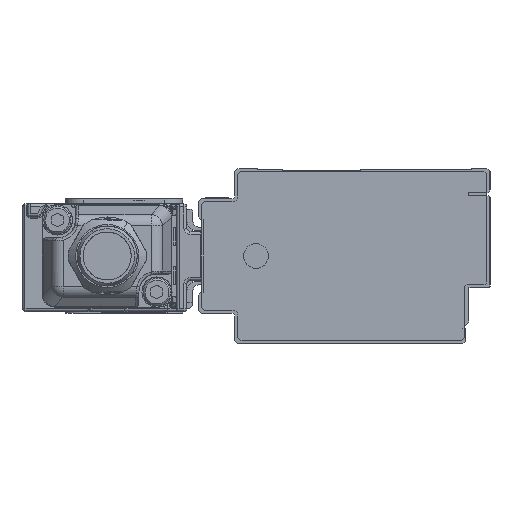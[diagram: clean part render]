
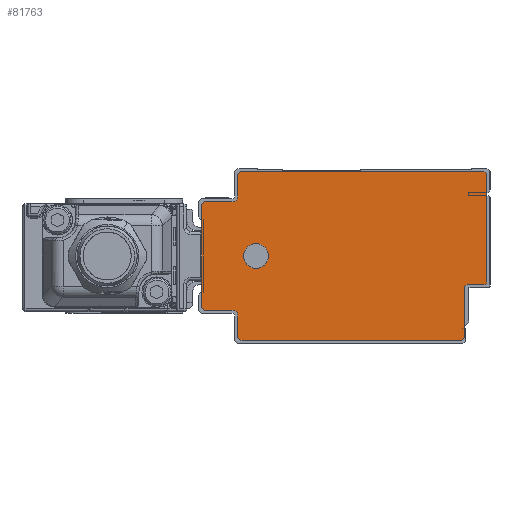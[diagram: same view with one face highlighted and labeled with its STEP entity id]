
A CAD part, left-side view. The second image highlights one B-rep face of the part: STEP entity #81763.
In plain terms, the highlighted planar face has unit normal (-1, 0, 0).
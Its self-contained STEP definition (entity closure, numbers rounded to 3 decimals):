
#80187=AXIS2_PLACEMENT_3D('Circle Axis2P3D',#80185,#80186,$) ;
#80225=AXIS2_PLACEMENT_3D('Circle Axis2P3D',#80223,#80224,$) ;
#80263=AXIS2_PLACEMENT_3D('Circle Axis2P3D',#80261,#80262,$) ;
#80301=AXIS2_PLACEMENT_3D('Circle Axis2P3D',#80299,#80300,$) ;
#81646=AXIS2_PLACEMENT_3D('Plane Axis2P3D',#81643,#81644,#81645) ;
#81650=AXIS2_PLACEMENT_3D('Circle Axis2P3D',#81648,#81649,$) ;
#81664=AXIS2_PLACEMENT_3D('Circle Axis2P3D',#81662,#81663,$) ;
#81678=AXIS2_PLACEMENT_3D('Circle Axis2P3D',#81676,#81677,$) ;
#81692=AXIS2_PLACEMENT_3D('Circle Axis2P3D',#81690,#81691,$) ;
#81706=AXIS2_PLACEMENT_3D('Circle Axis2P3D',#81704,#81705,$) ;
#81720=AXIS2_PLACEMENT_3D('Circle Axis2P3D',#81718,#81719,$) ;
#81747=AXIS2_PLACEMENT_3D('Circle Axis2P3D',#81745,#81746,$) ;
#81756=AXIS2_PLACEMENT_3D('Circle Axis2P3D',#81754,#81755,$) ;
#80143=CARTESIAN_POINT('Line Origine',(-775.5,44.,14.5)) ;
#80147=CARTESIAN_POINT('Vertex',(-775.5,44.,6.)) ;
#80149=CARTESIAN_POINT('Vertex',(-775.5,44.,23.)) ;
#80185=CARTESIAN_POINT('Axis2P3D Location',(-775.5,43.5,23.)) ;
#80189=CARTESIAN_POINT('Vertex',(-775.5,43.5,23.5)) ;
#80204=CARTESIAN_POINT('Line Origine',(-775.5,41.25,23.5)) ;
#80208=CARTESIAN_POINT('Vertex',(-775.5,39.,23.5)) ;
#80223=CARTESIAN_POINT('Axis2P3D Location',(-775.5,39.,24.5)) ;
#80227=CARTESIAN_POINT('Vertex',(-775.5,38.,24.5)) ;
#80242=CARTESIAN_POINT('Line Origine',(-775.5,38.,26.25)) ;
#80246=CARTESIAN_POINT('Vertex',(-775.5,38.,28.)) ;
#80261=CARTESIAN_POINT('Axis2P3D Location',(-775.5,37.5,28.)) ;
#80265=CARTESIAN_POINT('Vertex',(-775.5,37.5,28.5)) ;
#80280=CARTESIAN_POINT('Line Origine',(-775.5,17.25,28.5)) ;
#80284=CARTESIAN_POINT('Vertex',(-775.5,-3.,28.5)) ;
#80299=CARTESIAN_POINT('Axis2P3D Location',(-775.5,-3.,28.)) ;
#80303=CARTESIAN_POINT('Vertex',(-775.5,-3.5,28.)) ;
#80318=CARTESIAN_POINT('Line Origine',(-775.5,-3.5,19.1)) ;
#80322=CARTESIAN_POINT('Vertex',(-775.5,-3.5,10.2)) ;
#81643=CARTESIAN_POINT('Axis2P3D Location',(-775.5,0.,0.)) ;
#81648=CARTESIAN_POINT('Axis2P3D Location',(-775.5,43.5,6.)) ;
#81652=CARTESIAN_POINT('Vertex',(-775.5,43.5,5.5)) ;
#81655=CARTESIAN_POINT('Line Origine',(-775.5,41.25,5.5)) ;
#81659=CARTESIAN_POINT('Vertex',(-775.5,39.,5.5)) ;
#81662=CARTESIAN_POINT('Axis2P3D Location',(-775.5,39.,4.5)) ;
#81666=CARTESIAN_POINT('Vertex',(-775.5,38.,4.5)) ;
#81669=CARTESIAN_POINT('Line Origine',(-775.5,38.,2.75)) ;
#81673=CARTESIAN_POINT('Vertex',(-775.5,38.,1.)) ;
#81676=CARTESIAN_POINT('Axis2P3D Location',(-775.5,37.5,1.)) ;
#81680=CARTESIAN_POINT('Vertex',(-775.5,37.5,0.5)) ;
#81683=CARTESIAN_POINT('Line Origine',(-775.5,19.15,0.5)) ;
#81687=CARTESIAN_POINT('Vertex',(-775.5,0.8,0.5)) ;
#81690=CARTESIAN_POINT('Axis2P3D Location',(-775.5,0.8,1.)) ;
#81694=CARTESIAN_POINT('Vertex',(-775.5,0.3,1.)) ;
#81697=CARTESIAN_POINT('Line Origine',(-775.5,0.3,5.1)) ;
#81701=CARTESIAN_POINT('Vertex',(-775.5,0.3,9.2)) ;
#81704=CARTESIAN_POINT('Axis2P3D Location',(-775.5,-0.2,9.2)) ;
#81708=CARTESIAN_POINT('Vertex',(-775.5,-0.2,9.7)) ;
#81711=CARTESIAN_POINT('Line Origine',(-775.5,-1.6,9.7)) ;
#81715=CARTESIAN_POINT('Vertex',(-775.5,-3.,9.7)) ;
#81718=CARTESIAN_POINT('Axis2P3D Location',(-775.5,-3.,10.2)) ;
#81745=CARTESIAN_POINT('Axis2P3D Location',(-775.5,35.,14.5)) ;
#81749=CARTESIAN_POINT('Vertex',(-775.5,33.186,13.509)) ;
#81751=CARTESIAN_POINT('Vertex',(-775.5,36.814,15.491)) ;
#81754=CARTESIAN_POINT('Axis2P3D Location',(-775.5,35.,14.5)) ;
#80144=DIRECTION('Vector Direction',(0.,0.,1.)) ;
#80186=DIRECTION('Axis2P3D Direction',(1.,0.,0.)) ;
#80205=DIRECTION('Vector Direction',(0.,1.,0.)) ;
#80224=DIRECTION('Axis2P3D Direction',(1.,0.,0.)) ;
#80243=DIRECTION('Vector Direction',(0.,0.,1.)) ;
#80262=DIRECTION('Axis2P3D Direction',(1.,0.,0.)) ;
#80281=DIRECTION('Vector Direction',(0.,1.,0.)) ;
#80300=DIRECTION('Axis2P3D Direction',(1.,0.,-0.)) ;
#80319=DIRECTION('Vector Direction',(0.,0.,-1.)) ;
#81644=DIRECTION('Axis2P3D Direction',(1.,0.,0.)) ;
#81645=DIRECTION('Axis2P3D XDirection',(0.,1.,0.)) ;
#81649=DIRECTION('Axis2P3D Direction',(1.,0.,0.)) ;
#81656=DIRECTION('Vector Direction',(0.,-1.,0.)) ;
#81663=DIRECTION('Axis2P3D Direction',(1.,0.,0.)) ;
#81670=DIRECTION('Vector Direction',(0.,0.,1.)) ;
#81677=DIRECTION('Axis2P3D Direction',(1.,0.,0.)) ;
#81684=DIRECTION('Vector Direction',(0.,-1.,0.)) ;
#81691=DIRECTION('Axis2P3D Direction',(1.,0.,0.)) ;
#81698=DIRECTION('Vector Direction',(0.,0.,-1.)) ;
#81705=DIRECTION('Axis2P3D Direction',(1.,0.,0.)) ;
#81712=DIRECTION('Vector Direction',(0.,1.,0.)) ;
#81719=DIRECTION('Axis2P3D Direction',(1.,0.,0.)) ;
#81746=DIRECTION('Axis2P3D Direction',(1.,0.,0.)) ;
#81755=DIRECTION('Axis2P3D Direction',(1.,0.,0.)) ;
#80145=VECTOR('Line Direction',#80144,1.) ;
#80206=VECTOR('Line Direction',#80205,1.) ;
#80244=VECTOR('Line Direction',#80243,1.) ;
#80282=VECTOR('Line Direction',#80281,1.) ;
#80320=VECTOR('Line Direction',#80319,1.) ;
#81657=VECTOR('Line Direction',#81656,1.) ;
#81671=VECTOR('Line Direction',#81670,1.) ;
#81685=VECTOR('Line Direction',#81684,1.) ;
#81699=VECTOR('Line Direction',#81698,1.) ;
#81713=VECTOR('Line Direction',#81712,1.) ;
#81724=ORIENTED_EDGE('',*,*,#80286,.F.) ;
#81725=ORIENTED_EDGE('',*,*,#80267,.F.) ;
#81726=ORIENTED_EDGE('',*,*,#80248,.F.) ;
#81727=ORIENTED_EDGE('',*,*,#80229,.F.) ;
#81728=ORIENTED_EDGE('',*,*,#80210,.F.) ;
#81729=ORIENTED_EDGE('',*,*,#80191,.F.) ;
#81730=ORIENTED_EDGE('',*,*,#80151,.F.) ;
#81731=ORIENTED_EDGE('',*,*,#81654,.F.) ;
#81732=ORIENTED_EDGE('',*,*,#81661,.F.) ;
#81733=ORIENTED_EDGE('',*,*,#81668,.F.) ;
#81734=ORIENTED_EDGE('',*,*,#81675,.F.) ;
#81735=ORIENTED_EDGE('',*,*,#81682,.F.) ;
#81736=ORIENTED_EDGE('',*,*,#81689,.F.) ;
#81737=ORIENTED_EDGE('',*,*,#81696,.F.) ;
#81738=ORIENTED_EDGE('',*,*,#81703,.F.) ;
#81739=ORIENTED_EDGE('',*,*,#81710,.F.) ;
#81740=ORIENTED_EDGE('',*,*,#81717,.F.) ;
#81741=ORIENTED_EDGE('',*,*,#81722,.F.) ;
#81742=ORIENTED_EDGE('',*,*,#80324,.F.) ;
#81743=ORIENTED_EDGE('',*,*,#80305,.F.) ;
#81760=ORIENTED_EDGE('',*,*,#81753,.T.) ;
#81761=ORIENTED_EDGE('',*,*,#81758,.T.) ;
#81762=FACE_BOUND('',#81759,.T.) ;
#81763=ADVANCED_FACE('\X2\FF8EFF9EFF83FF9EFF68FF70\X0\.2',(#81744,#81762),#81647,.F.) ;
#80188=CIRCLE('generated circle',#80187,0.5) ;
#80226=CIRCLE('generated circle',#80225,1.) ;
#80264=CIRCLE('generated circle',#80263,0.5) ;
#80302=CIRCLE('generated circle',#80301,0.5) ;
#81651=CIRCLE('generated circle',#81650,0.5) ;
#81665=CIRCLE('generated circle',#81664,1.) ;
#81679=CIRCLE('generated circle',#81678,0.5) ;
#81693=CIRCLE('generated circle',#81692,0.5) ;
#81707=CIRCLE('generated circle',#81706,0.5) ;
#81721=CIRCLE('generated circle',#81720,0.5) ;
#81748=CIRCLE('generated circle',#81747,2.067) ;
#81757=CIRCLE('generated circle',#81756,2.067) ;
#80151=EDGE_CURVE('',#80148,#80150,#80146,.T.) ;
#80191=EDGE_CURVE('',#80150,#80190,#80188,.T.) ;
#80210=EDGE_CURVE('',#80190,#80209,#80207,.F.) ;
#80229=EDGE_CURVE('',#80209,#80228,#80226,.F.) ;
#80248=EDGE_CURVE('',#80228,#80247,#80245,.T.) ;
#80267=EDGE_CURVE('',#80247,#80266,#80264,.T.) ;
#80286=EDGE_CURVE('',#80266,#80285,#80283,.F.) ;
#80305=EDGE_CURVE('',#80285,#80304,#80302,.T.) ;
#80324=EDGE_CURVE('',#80304,#80323,#80321,.T.) ;
#81654=EDGE_CURVE('',#81653,#80148,#81651,.T.) ;
#81661=EDGE_CURVE('',#81660,#81653,#81658,.F.) ;
#81668=EDGE_CURVE('',#81667,#81660,#81665,.F.) ;
#81675=EDGE_CURVE('',#81674,#81667,#81672,.T.) ;
#81682=EDGE_CURVE('',#81681,#81674,#81679,.T.) ;
#81689=EDGE_CURVE('',#81688,#81681,#81686,.F.) ;
#81696=EDGE_CURVE('',#81695,#81688,#81693,.T.) ;
#81703=EDGE_CURVE('',#81702,#81695,#81700,.T.) ;
#81710=EDGE_CURVE('',#81709,#81702,#81707,.F.) ;
#81717=EDGE_CURVE('',#81716,#81709,#81714,.T.) ;
#81722=EDGE_CURVE('',#80323,#81716,#81721,.T.) ;
#81753=EDGE_CURVE('',#81750,#81752,#81748,.T.) ;
#81758=EDGE_CURVE('',#81752,#81750,#81757,.T.) ;
#81723=EDGE_LOOP('',(#81724,#81725,#81726,#81727,#81728,#81729,#81730,#81731,#81732,#81733,#81734,#81735,#81736,#81737,#81738,#81739,#81740,#81741,#81742,#81743)) ;
#81759=EDGE_LOOP('',(#81760,#81761)) ;
#81744=FACE_OUTER_BOUND('',#81723,.T.) ;
#80146=LINE('Line',#80143,#80145) ;
#80207=LINE('Line',#80204,#80206) ;
#80245=LINE('Line',#80242,#80244) ;
#80283=LINE('Line',#80280,#80282) ;
#80321=LINE('Line',#80318,#80320) ;
#81658=LINE('Line',#81655,#81657) ;
#81672=LINE('Line',#81669,#81671) ;
#81686=LINE('Line',#81683,#81685) ;
#81700=LINE('Line',#81697,#81699) ;
#81714=LINE('Line',#81711,#81713) ;
#81647=PLANE('Plane',#81646) ;
#80148=VERTEX_POINT('',#80147) ;
#80150=VERTEX_POINT('',#80149) ;
#80190=VERTEX_POINT('',#80189) ;
#80209=VERTEX_POINT('',#80208) ;
#80228=VERTEX_POINT('',#80227) ;
#80247=VERTEX_POINT('',#80246) ;
#80266=VERTEX_POINT('',#80265) ;
#80285=VERTEX_POINT('',#80284) ;
#80304=VERTEX_POINT('',#80303) ;
#80323=VERTEX_POINT('',#80322) ;
#81653=VERTEX_POINT('',#81652) ;
#81660=VERTEX_POINT('',#81659) ;
#81667=VERTEX_POINT('',#81666) ;
#81674=VERTEX_POINT('',#81673) ;
#81681=VERTEX_POINT('',#81680) ;
#81688=VERTEX_POINT('',#81687) ;
#81695=VERTEX_POINT('',#81694) ;
#81702=VERTEX_POINT('',#81701) ;
#81709=VERTEX_POINT('',#81708) ;
#81716=VERTEX_POINT('',#81715) ;
#81750=VERTEX_POINT('',#81749) ;
#81752=VERTEX_POINT('',#81751) ;
